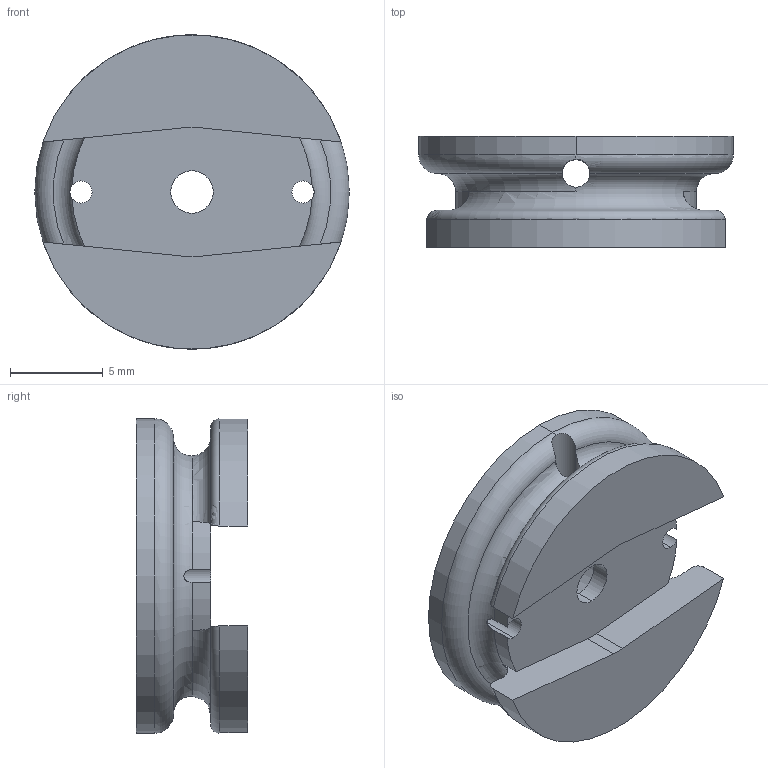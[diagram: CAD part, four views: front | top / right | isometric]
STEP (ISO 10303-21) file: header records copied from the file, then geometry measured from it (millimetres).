
FILE_DESCRIPTION((''),'2;1');
FILE_NAME('OBMP-FAH-1841','2023-10-12T14:39:10',('ccha425'),('Department of Mechanical Engineering, The University of Auckland'),'CREO PARAMETRIC BY PTC INC, 2017260','CREO PARAMETRIC BY PTC INC, 2017260','');
FILE_SCHEMA(('CONFIG_CONTROL_DESIGN'));
Length unit declared in the file: millimetre
Products named in the file (1): OBMP-FAH-1841
Bounding box: 17 x 6 x 17 mm (x, y, z)
Volume: 875.3 mm3; surface area: 972.4 mm2
Topology: 1 solids, 1 shells, 41 faces, 118 edges, 76 vertices
Faces by surface type: cylinder 22, plane 11, torus 8
Entity records: 1638 total; most frequent: CARTESIAN_POINT 497, ORIENTED_EDGE 236, DIRECTION 232, EDGE_CURVE 118, AXIS2_PLACEMENT_3D 95, VERTEX_POINT 76, CIRCLE 54, EDGE_LOOP 48
